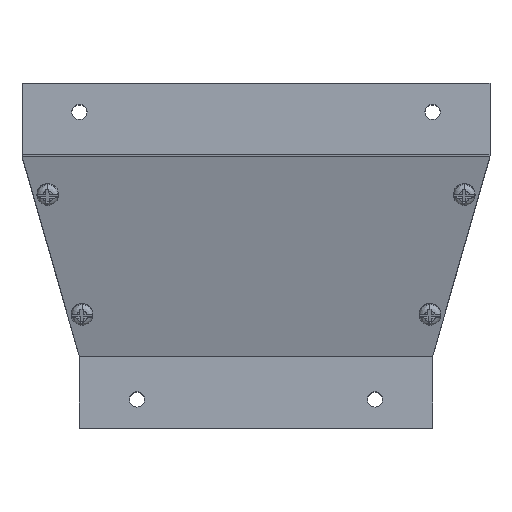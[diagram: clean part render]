
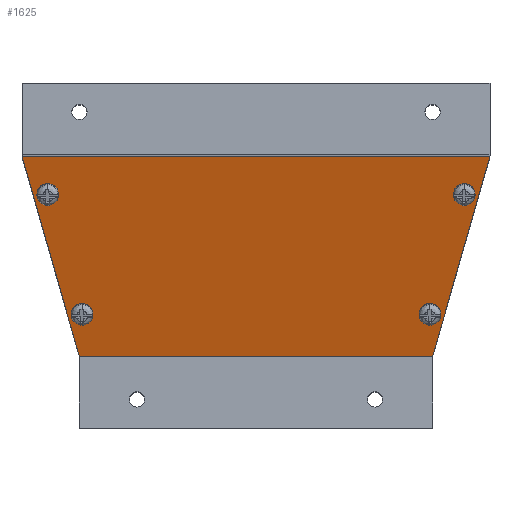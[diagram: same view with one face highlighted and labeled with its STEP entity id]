
A CAD part, top view. The second image highlights one B-rep face of the part: STEP entity #1625.
In plain terms, the highlighted planar face has unit normal (0, -0.275, 0.962).
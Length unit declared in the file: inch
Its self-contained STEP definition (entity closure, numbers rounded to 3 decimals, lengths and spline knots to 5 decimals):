
#111 = FACE_BOUND ( 'NONE', #6356, .T. ) ;
#213 = DIRECTION ( 'NONE',  ( 0., -0.961, -0.275 ) ) ;
#251 = FACE_BOUND ( 'NONE', #7802, .T. ) ;
#255 = DIRECTION ( 'NONE',  ( 0., 0.275, -0.961 ) ) ;
#356 = DIRECTION ( 'NONE',  ( 0., -0.961, -0.275 ) ) ;
#367 = ORIENTED_EDGE ( 'NONE', *, *, #6750, .T. ) ;
#583 = ORIENTED_EDGE ( 'NONE', *, *, #11055, .T. ) ;
#799 = CARTESIAN_POINT ( 'NONE',  ( 0., -1.81262, 0.07339 ) ) ;
#811 = DIRECTION ( 'NONE',  ( 0.266, -0.927, -0.265 ) ) ;
#860 = CARTESIAN_POINT ( 'NONE',  ( -3.62454, 1.01357, 0.88165 ) ) ;
#1012 = DIRECTION ( 'NONE',  ( 0., -0.961, -0.275 ) ) ;
#1064 = DIRECTION ( 'NONE',  ( 0., -0.275, 0.961 ) ) ;
#1294 = AXIS2_PLACEMENT_3D ( 'NONE', #10270, #6981, #356 ) ;
#1595 = CARTESIAN_POINT ( 'NONE',  ( -3.02696, -1.19219, 0.25082 ) ) ;
#1625 = ADVANCED_FACE ( 'NONE', ( #12510, #11132, #251, #8930, #111 ), #5622, .T. ) ;
#1684 = LINE ( 'NONE', #6319, #14287 ) ;
#1694 = EDGE_CURVE ( 'NONE', #9825, #8778, #12584, .T. ) ;
#1976 = DIRECTION ( 'NONE',  ( 0., 0.275, -0.961 ) ) ;
#2419 = CARTESIAN_POINT ( 'NONE',  ( -3.02696, -1.07201, 0.2852 ) ) ;
#2422 = AXIS2_PLACEMENT_3D ( 'NONE', #7758, #1064, #12363 ) ;
#2531 = DIRECTION ( 'NONE',  ( 1., 0., 0. ) ) ;
#2581 = DIRECTION ( 'NONE',  ( 0., 0.275, -0.961 ) ) ;
#2630 = CARTESIAN_POINT ( 'NONE',  ( 3.62454, 1.01357, 0.88165 ) ) ;
#2662 = ORIENTED_EDGE ( 'NONE', *, *, #12381, .T. ) ;
#2688 = EDGE_CURVE ( 'NONE', #9721, #10107, #11969, .T. ) ;
#2752 = EDGE_LOOP ( 'NONE', ( #4820, #3245 ) ) ;
#2989 = VERTEX_POINT ( 'NONE', #14386 ) ;
#3115 = VECTOR ( 'NONE', #2531, 39.37008 ) ;
#3201 = LINE ( 'NONE', #14413, #7754 ) ;
#3243 = VERTEX_POINT ( 'NONE', #6545 ) ;
#3245 = ORIENTED_EDGE ( 'NONE', *, *, #12915, .T. ) ;
#3265 = EDGE_CURVE ( 'NONE', #4563, #10229, #4770, .T. ) ;
#3641 = ORIENTED_EDGE ( 'NONE', *, *, #3265, .T. ) ;
#3700 = DIRECTION ( 'NONE',  ( 0., -0.961, -0.275 ) ) ;
#3879 = CARTESIAN_POINT ( 'NONE',  ( -4.06993, 1.663, 1.06738 ) ) ;
#3883 = AXIS2_PLACEMENT_3D ( 'NONE', #2630, #11450, #11378 ) ;
#4233 = DIRECTION ( 'NONE',  ( 0., 0.275, -0.961 ) ) ;
#4563 = VERTEX_POINT ( 'NONE', #1595 ) ;
#4644 = CARTESIAN_POINT ( 'NONE',  ( 3.02696, -1.07201, 0.2852 ) ) ;
#4770 = CIRCLE ( 'NONE', #12492, 0.125 ) ;
#4820 = ORIENTED_EDGE ( 'NONE', *, *, #12838, .T. ) ;
#4840 = AXIS2_PLACEMENT_3D ( 'NONE', #860, #4233, #1012 ) ;
#5028 = EDGE_CURVE ( 'NONE', #13987, #13944, #5569, .T. ) ;
#5084 = CIRCLE ( 'NONE', #13248, 0.125 ) ;
#5418 = DIRECTION ( 'NONE',  ( 0., 0.275, -0.961 ) ) ;
#5468 = CARTESIAN_POINT ( 'NONE',  ( -3.02696, -0.95183, 0.31957 ) ) ;
#5547 = AXIS2_PLACEMENT_3D ( 'NONE', #2419, #9038, #213 ) ;
#5569 = CIRCLE ( 'NONE', #12821, 0.125 ) ;
#5622 = PLANE ( 'NONE',  #2422 ) ;
#5654 = AXIS2_PLACEMENT_3D ( 'NONE', #7096, #255, #3700 ) ;
#6094 = CARTESIAN_POINT ( 'NONE',  ( -3.07407, -1.81262, 0.07339 ) ) ;
#6204 = ORIENTED_EDGE ( 'NONE', *, *, #11764, .T. ) ;
#6319 = CARTESIAN_POINT ( 'NONE',  ( 0., 1.663, 1.06738 ) ) ;
#6356 = EDGE_LOOP ( 'NONE', ( #3641, #9373 ) ) ;
#6460 = EDGE_CURVE ( 'NONE', #10229, #4563, #7200, .T. ) ;
#6469 = DIRECTION ( 'NONE',  ( 0., -0.961, -0.275 ) ) ;
#6545 = CARTESIAN_POINT ( 'NONE',  ( 3.62454, 0.89339, 0.84728 ) ) ;
#6571 = EDGE_LOOP ( 'NONE', ( #10744, #583, #6204, #2662 ) ) ;
#6691 = VECTOR ( 'NONE', #811, 39.37008 ) ;
#6750 = EDGE_CURVE ( 'NONE', #13944, #13987, #5084, .T. ) ;
#6797 = EDGE_CURVE ( 'NONE', #10107, #9721, #14423, .T. ) ;
#6981 = DIRECTION ( 'NONE',  ( 0., 0.275, -0.961 ) ) ;
#6982 = CARTESIAN_POINT ( 'NONE',  ( 3.02696, -1.19219, 0.25082 ) ) ;
#7096 = CARTESIAN_POINT ( 'NONE',  ( -3.62454, 1.01357, 0.88165 ) ) ;
#7200 = CIRCLE ( 'NONE', #5547, 0.125 ) ;
#7404 = CIRCLE ( 'NONE', #1294, 0.125 ) ;
#7439 = LINE ( 'NONE', #11901, #6691 ) ;
#7754 = VECTOR ( 'NONE', #9811, 39.37008 ) ;
#7758 = CARTESIAN_POINT ( 'NONE',  ( 0., -3.02167, -0.27239 ) ) ;
#7802 = EDGE_LOOP ( 'NONE', ( #14079, #367 ) ) ;
#7889 = ORIENTED_EDGE ( 'NONE', *, *, #2688, .T. ) ;
#8302 = CARTESIAN_POINT ( 'NONE',  ( 3.02696, -0.95183, 0.31957 ) ) ;
#8729 = DIRECTION ( 'NONE',  ( 0., -0.961, -0.275 ) ) ;
#8778 = VERTEX_POINT ( 'NONE', #11946 ) ;
#8930 = FACE_BOUND ( 'NONE', #13887, .T. ) ;
#9038 = DIRECTION ( 'NONE',  ( 0., 0.275, -0.961 ) ) ;
#9373 = ORIENTED_EDGE ( 'NONE', *, *, #6460, .T. ) ;
#9721 = VERTEX_POINT ( 'NONE', #10863 ) ;
#9811 = DIRECTION ( 'NONE',  ( 0.266, 0.927, 0.265 ) ) ;
#9825 = VERTEX_POINT ( 'NONE', #6094 ) ;
#10107 = VERTEX_POINT ( 'NONE', #13595 ) ;
#10229 = VERTEX_POINT ( 'NONE', #5468 ) ;
#10270 = CARTESIAN_POINT ( 'NONE',  ( 3.62454, 1.01357, 0.88165 ) ) ;
#10363 = DIRECTION ( 'NONE',  ( 0., -0.961, -0.275 ) ) ;
#10744 = ORIENTED_EDGE ( 'NONE', *, *, #1694, .T. ) ;
#10863 = CARTESIAN_POINT ( 'NONE',  ( -3.62454, 0.89339, 0.84728 ) ) ;
#11000 = CARTESIAN_POINT ( 'NONE',  ( 3.02696, -1.07201, 0.2852 ) ) ;
#11055 = EDGE_CURVE ( 'NONE', #8778, #12061, #3201, .T. ) ;
#11132 = FACE_BOUND ( 'NONE', #2752, .T. ) ;
#11378 = DIRECTION ( 'NONE',  ( 0., -0.961, -0.275 ) ) ;
#11450 = DIRECTION ( 'NONE',  ( 0., 0.275, -0.961 ) ) ;
#11764 = EDGE_CURVE ( 'NONE', #12061, #13960, #1684, .T. ) ;
#11901 = CARTESIAN_POINT ( 'NONE',  ( -4.06993, 1.663, 1.06738 ) ) ;
#11946 = CARTESIAN_POINT ( 'NONE',  ( 3.07407, -1.81262, 0.07339 ) ) ;
#11969 = CIRCLE ( 'NONE', #5654, 0.125 ) ;
#12037 = CARTESIAN_POINT ( 'NONE',  ( -3.02696, -1.07201, 0.2852 ) ) ;
#12061 = VERTEX_POINT ( 'NONE', #13295 ) ;
#12363 = DIRECTION ( 'NONE',  ( 0., -0.961, -0.275 ) ) ;
#12381 = EDGE_CURVE ( 'NONE', #13960, #9825, #7439, .T. ) ;
#12492 = AXIS2_PLACEMENT_3D ( 'NONE', #12037, #1976, #6469 ) ;
#12510 = FACE_OUTER_BOUND ( 'NONE', #6571, .T. ) ;
#12584 = LINE ( 'NONE', #799, #3115 ) ;
#12821 = AXIS2_PLACEMENT_3D ( 'NONE', #4644, #2581, #10363 ) ;
#12838 = EDGE_CURVE ( 'NONE', #3243, #2989, #14399, .T. ) ;
#12904 = DIRECTION ( 'NONE',  ( -1., 0., 0. ) ) ;
#12915 = EDGE_CURVE ( 'NONE', #2989, #3243, #7404, .T. ) ;
#12920 = ORIENTED_EDGE ( 'NONE', *, *, #6797, .T. ) ;
#13248 = AXIS2_PLACEMENT_3D ( 'NONE', #11000, #5418, #8729 ) ;
#13295 = CARTESIAN_POINT ( 'NONE',  ( 4.06993, 1.663, 1.06738 ) ) ;
#13595 = CARTESIAN_POINT ( 'NONE',  ( -3.62454, 1.13375, 0.91602 ) ) ;
#13887 = EDGE_LOOP ( 'NONE', ( #7889, #12920 ) ) ;
#13944 = VERTEX_POINT ( 'NONE', #8302 ) ;
#13960 = VERTEX_POINT ( 'NONE', #3879 ) ;
#13987 = VERTEX_POINT ( 'NONE', #6982 ) ;
#14079 = ORIENTED_EDGE ( 'NONE', *, *, #5028, .T. ) ;
#14287 = VECTOR ( 'NONE', #12904, 39.37008 ) ;
#14386 = CARTESIAN_POINT ( 'NONE',  ( 3.62454, 1.13375, 0.91602 ) ) ;
#14399 = CIRCLE ( 'NONE', #3883, 0.125 ) ;
#14413 = CARTESIAN_POINT ( 'NONE',  ( 3.07407, -1.81262, 0.07339 ) ) ;
#14423 = CIRCLE ( 'NONE', #4840, 0.125 ) ;
